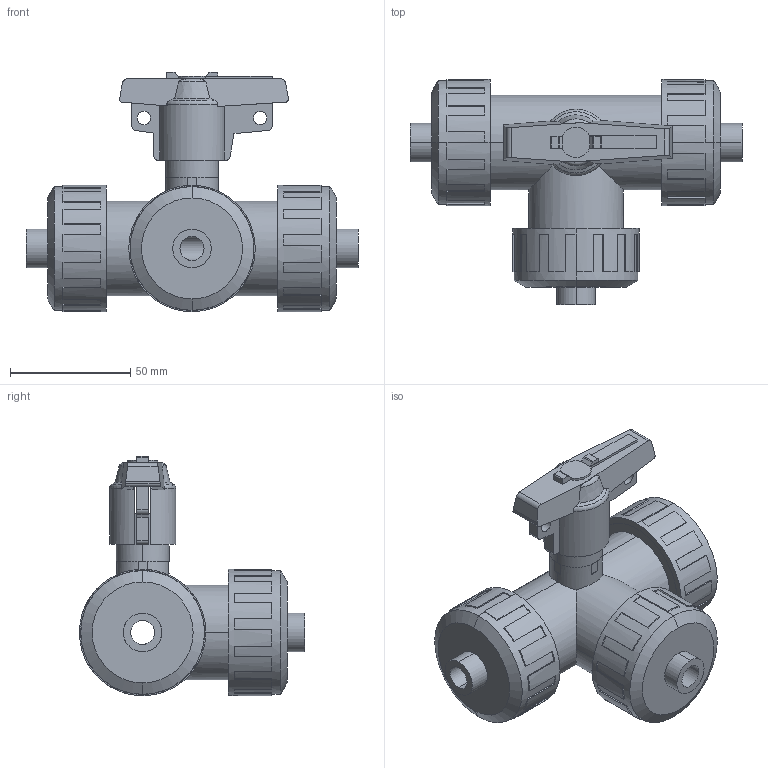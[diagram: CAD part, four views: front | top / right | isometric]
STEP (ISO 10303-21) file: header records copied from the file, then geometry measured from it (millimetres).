
FILE_DESCRIPTION(('STEP AP214'),'1');
FILE_NAME('cctmp_11024C75-5969-40AD-AB1C-F240C4A776E2_2021_10_22_08_19_23_0012..stp','2021-10-22T06:19:23',('Praher Valves GmbH'),('CADClick - www.CADClick.com'),'Spatial InterOp 3D',' ','unknown authorization');
FILE_SCHEMA(('AUTOMOTIVE_DESIGN'));
Length unit declared in the file: millimetre
Products named in the file (1): 124769
Bounding box: 138 x 93.55 x 99.42 mm (x, y, z)
Volume: 282012.9 mm3; surface area: 73859 mm2
Topology: 1 solids, 1 shells, 373 faces, 1037 edges, 684 vertices
Faces by surface type: plane 265, cylinder 82, cone 18, torus 8
Entity records: 15401 total; most frequent: CARTESIAN_POINT 2542, DIRECTION 2110, ORIENTED_EDGE 2074, EDGE_CURVE 1037, AXIS2_PLACEMENT_3D 745, VERTEX_POINT 684, LINE 620, VECTOR 620
